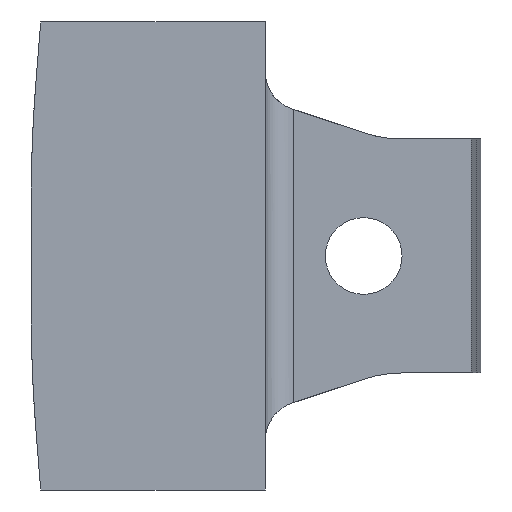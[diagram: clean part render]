
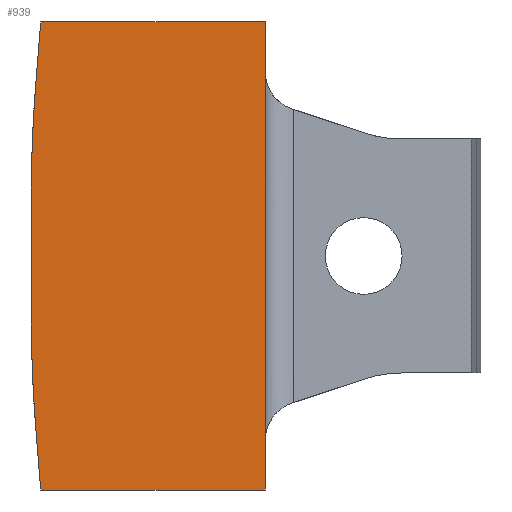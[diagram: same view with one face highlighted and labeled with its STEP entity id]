
A CAD part, left-side view. The second image highlights one B-rep face of the part: STEP entity #939.
In plain terms, the highlighted planar face has unit normal (-1, 0, 0).
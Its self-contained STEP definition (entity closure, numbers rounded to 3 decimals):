
#45=CIRCLE('',#1031,150.);
#46=CIRCLE('',#1034,150.);
#74=PLANE('',#1044);
#127=FACE_OUTER_BOUND('',#184,.T.);
#184=EDGE_LOOP('',(#858,#859,#860,#861,#862,#863,#864,#865));
#213=LINE('',#1383,#294);
#272=LINE('',#1663,#353);
#274=LINE('',#1667,#355);
#275=LINE('',#1669,#356);
#276=LINE('',#1674,#357);
#280=LINE('',#1681,#361);
#294=VECTOR('',#1081,10.);
#353=VECTOR('',#1282,10.);
#355=VECTOR('',#1286,10.);
#356=VECTOR('',#1289,10.);
#357=VECTOR('',#1294,10.);
#361=VECTOR('',#1302,10.);
#396=VERTEX_POINT('',#1380);
#397=VERTEX_POINT('',#1382);
#451=VERTEX_POINT('',#1647);
#452=VERTEX_POINT('',#1648);
#454=VERTEX_POINT('',#1657);
#455=VERTEX_POINT('',#1658);
#456=VERTEX_POINT('',#1665);
#458=VERTEX_POINT('',#1673);
#483=EDGE_CURVE('',#396,#397,#213,.T.);
#576=EDGE_CURVE('',#451,#452,#45,.T.);
#581=EDGE_CURVE('',#454,#455,#46,.T.);
#584=EDGE_CURVE('',#454,#452,#272,.T.);
#586=EDGE_CURVE('',#456,#451,#274,.T.);
#587=EDGE_CURVE('',#397,#456,#275,.T.);
#589=EDGE_CURVE('',#455,#458,#276,.T.);
#593=EDGE_CURVE('',#458,#396,#280,.T.);
#858=ORIENTED_EDGE('',*,*,#576,.F.);
#859=ORIENTED_EDGE('',*,*,#586,.F.);
#860=ORIENTED_EDGE('',*,*,#587,.F.);
#861=ORIENTED_EDGE('',*,*,#483,.F.);
#862=ORIENTED_EDGE('',*,*,#593,.F.);
#863=ORIENTED_EDGE('',*,*,#589,.F.);
#864=ORIENTED_EDGE('',*,*,#581,.F.);
#865=ORIENTED_EDGE('',*,*,#584,.T.);
#939=ADVANCED_FACE('',(#127),#74,.F.);
#1031=AXIS2_PLACEMENT_3D('',#1649,#1266,#1267);
#1034=AXIS2_PLACEMENT_3D('',#1659,#1276,#1277);
#1044=AXIS2_PLACEMENT_3D('',#1686,#1308,#1309);
#1081=DIRECTION('',(0.,0.,-1.));
#1266=DIRECTION('center_axis',(1.,0.,0.));
#1267=DIRECTION('ref_axis',(0.,0.999,-0.04));
#1276=DIRECTION('center_axis',(1.,0.,0.));
#1277=DIRECTION('ref_axis',(0.,0.999,0.04));
#1282=DIRECTION('',(0.,0.,-1.));
#1286=DIRECTION('',(0.,0.08,0.997));
#1289=DIRECTION('',(0.,1.,0.));
#1294=DIRECTION('',(0.,-0.08,0.997));
#1302=DIRECTION('',(0.,-1.,0.));
#1308=DIRECTION('center_axis',(1.,0.,0.));
#1309=DIRECTION('ref_axis',(0.,0.,-1.));
#1380=CARTESIAN_POINT('',(0.,0.,50.));
#1382=CARTESIAN_POINT('',(0.,0.,0.));
#1383=CARTESIAN_POINT('',(0.,0.,25.));
#1647=CARTESIAN_POINT('',(0.,24.522,6.529));
#1648=CARTESIAN_POINT('',(0.,25.,18.49));
#1649=CARTESIAN_POINT('Origin',(0.,-125.,18.49));
#1657=CARTESIAN_POINT('',(0.,25.,31.51));
#1658=CARTESIAN_POINT('',(0.,24.522,43.471));
#1659=CARTESIAN_POINT('Origin',(0.,-125.,31.51));
#1663=CARTESIAN_POINT('',(0.,25.,25.));
#1665=CARTESIAN_POINT('',(0.,24.,0.));
#1667=CARTESIAN_POINT('',(0.,25.207,15.088));
#1669=CARTESIAN_POINT('',(0.,12.5,0.));
#1673=CARTESIAN_POINT('',(0.,24.,50.));
#1674=CARTESIAN_POINT('',(0.,25.207,34.912));
#1681=CARTESIAN_POINT('',(0.,12.5,50.));
#1686=CARTESIAN_POINT('Origin',(0.,12.5,25.));
